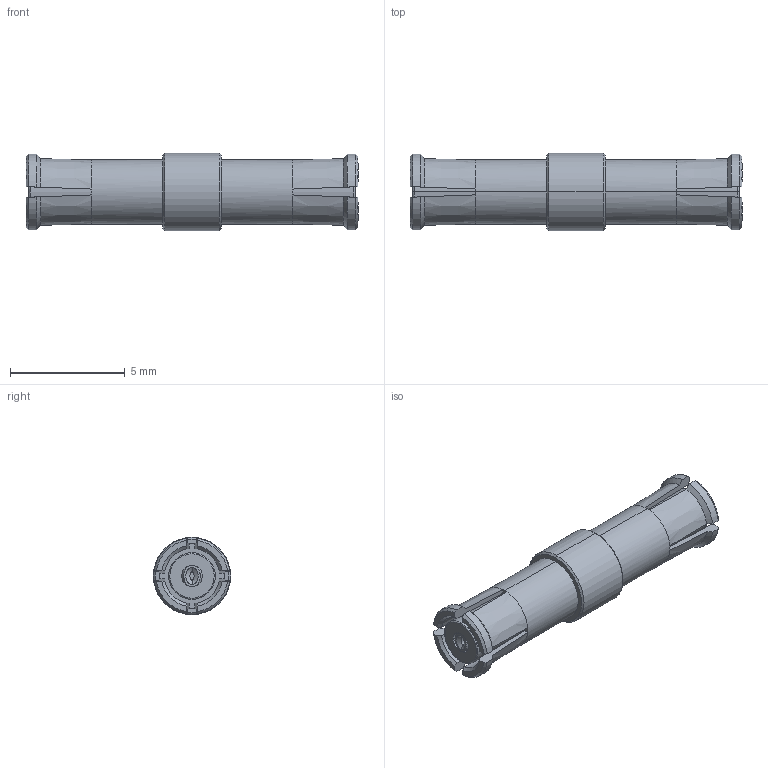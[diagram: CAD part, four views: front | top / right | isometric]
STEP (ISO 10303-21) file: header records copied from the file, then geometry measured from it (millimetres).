
FILE_DESCRIPTION (( 'STEP AP214' ), '1' );
FILE_NAME ('SM2618_3D.step', '2024-08-21T14:22:08', ( '' ), ( '' ), 'SwSTEP 2.0', 'SolidWorks 2022', '' );
FILE_SCHEMA (( 'AUTOMOTIVE_DESIGN' ));
Length unit declared in the file: inch
Products named in the file (1): SM2618_3D
Bounding box: 14.48 x 3.38 x 3.38 mm (x, y, z)
Volume: 89.9 mm3; surface area: 238.3 mm2
Topology: 1 solids, 5 shells, 164 faces, 458 edges, 316 vertices
Faces by surface type: bspline 44, cylinder 42, plane 42, cone 36
Entity records: 7842 total; most frequent: CARTESIAN_POINT 4187, ORIENTED_EDGE 916, DIRECTION 564, EDGE_CURVE 458, VERTEX_POINT 316, AXIS2_PLACEMENT_3D 241, EDGE_LOOP 176, B_SPLINE_CURVE_WITH_KNOTS 168
